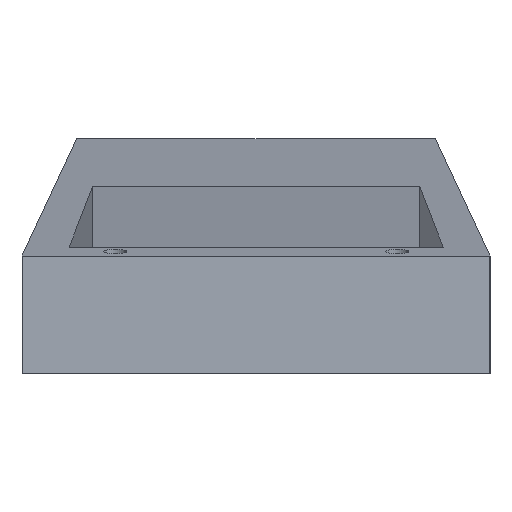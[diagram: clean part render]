
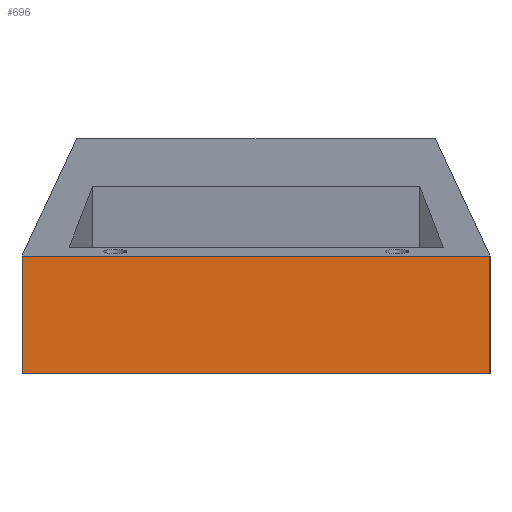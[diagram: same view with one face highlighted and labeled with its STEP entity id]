
A CAD part, left-side view. The second image highlights one B-rep face of the part: STEP entity #696.
In plain terms, the highlighted planar face has unit normal (-1, 0, 0).
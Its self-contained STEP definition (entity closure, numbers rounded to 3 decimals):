
#70=FACE_OUTER_BOUND('',#111,.T.);
#111=EDGE_LOOP('',(#608,#609,#610,#611));
#166=LINE('',#1083,#249);
#173=LINE('',#1096,#256);
#193=LINE('',#1137,#276);
#195=LINE('',#1141,#278);
#249=VECTOR('',#889,10.);
#256=VECTOR('',#900,10.);
#276=VECTOR('',#938,10.);
#278=VECTOR('',#944,10.);
#323=VERTEX_POINT('',#1080);
#324=VERTEX_POINT('',#1082);
#328=VERTEX_POINT('',#1094);
#340=VERTEX_POINT('',#1133);
#406=EDGE_CURVE('',#323,#324,#166,.T.);
#413=EDGE_CURVE('',#328,#323,#173,.T.);
#433=EDGE_CURVE('',#340,#324,#193,.T.);
#435=EDGE_CURVE('',#328,#340,#195,.T.);
#608=ORIENTED_EDGE('',*,*,#435,.T.);
#609=ORIENTED_EDGE('',*,*,#433,.T.);
#610=ORIENTED_EDGE('',*,*,#406,.F.);
#611=ORIENTED_EDGE('',*,*,#413,.F.);
#658=PLANE('',#760);
#696=ADVANCED_FACE('',(#70),#658,.T.);
#760=AXIS2_PLACEMENT_3D('',#1140,#942,#943);
#889=DIRECTION('',(0.,0.,1.));
#900=DIRECTION('',(0.,1.,0.));
#938=DIRECTION('',(0.,1.,0.));
#942=DIRECTION('center_axis',(-1.,0.,0.));
#943=DIRECTION('ref_axis',(0.,0.,1.));
#944=DIRECTION('',(0.,0.,1.));
#1080=CARTESIAN_POINT('',(-105.,49.8,0.));
#1082=CARTESIAN_POINT('',(-105.,49.8,25.));
#1083=CARTESIAN_POINT('',(-105.,49.8,0.));
#1094=CARTESIAN_POINT('',(-105.,-49.8,0.));
#1096=CARTESIAN_POINT('',(-105.,-49.8,0.));
#1133=CARTESIAN_POINT('',(-105.,-49.8,25.));
#1137=CARTESIAN_POINT('',(-105.,-49.8,25.));
#1140=CARTESIAN_POINT('Origin',(-105.,-49.8,0.));
#1141=CARTESIAN_POINT('',(-105.,-49.8,0.));
